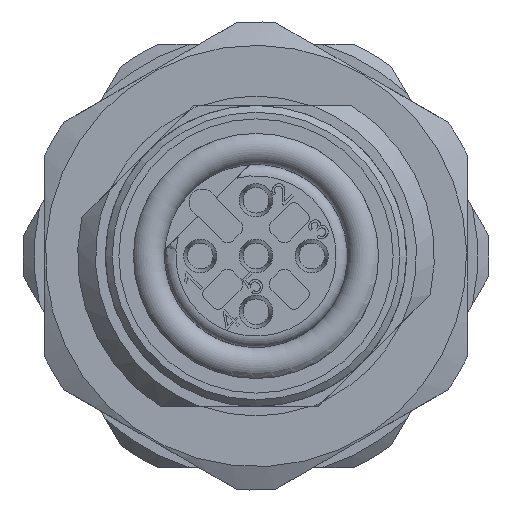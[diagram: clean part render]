
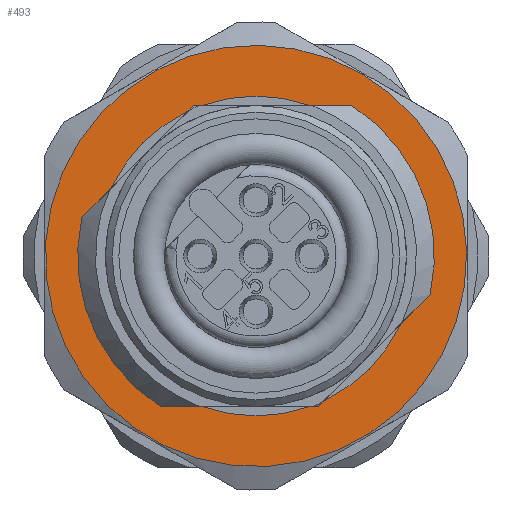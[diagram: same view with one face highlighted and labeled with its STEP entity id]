
A CAD part, front view. The second image highlights one B-rep face of the part: STEP entity #493.
In plain terms, the highlighted planar face has unit normal (0, -1, 0).
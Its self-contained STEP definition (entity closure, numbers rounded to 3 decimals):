
#275=FACE_BOUND('',#1005,.T.);
#276=FACE_BOUND('',#1006,.T.);
#372=PLANE('',#4430);
#493=ADVANCED_FACE('',(#275,#276),#372,.T.);
#1005=EDGE_LOOP('',(#2061));
#1006=EDGE_LOOP('',(#2062,#2063,#2064,#2065,#2066,#2067,#2068,#2069,#2070,
#2071,#2072,#2073,#2074,#2075));
#1294=LINE('',#6020,#1607);
#1296=LINE('',#6023,#1609);
#1302=LINE('',#6039,#1615);
#1303=LINE('',#6040,#1616);
#1309=LINE('',#6056,#1622);
#1311=LINE('',#6059,#1624);
#1316=LINE('',#6073,#1629);
#1317=LINE('',#6074,#1630);
#1607=VECTOR('',#4872,1.);
#1609=VECTOR('',#4874,1.);
#1615=VECTOR('',#4882,1.);
#1616=VECTOR('',#4883,1.);
#1622=VECTOR('',#4891,1.);
#1624=VECTOR('',#4893,1.);
#1629=VECTOR('',#4900,1.);
#1630=VECTOR('',#4901,1.);
#2061=ORIENTED_EDGE('',*,*,#3669,.F.);
#2062=ORIENTED_EDGE('',*,*,#3642,.F.);
#2063=ORIENTED_EDGE('',*,*,#3649,.F.);
#2064=ORIENTED_EDGE('',*,*,#3670,.F.);
#2065=ORIENTED_EDGE('',*,*,#3650,.F.);
#2066=ORIENTED_EDGE('',*,*,#3625,.F.);
#2067=ORIENTED_EDGE('',*,*,#3665,.T.);
#2068=ORIENTED_EDGE('',*,*,#3671,.F.);
#2069=ORIENTED_EDGE('',*,*,#3666,.T.);
#2070=ORIENTED_EDGE('',*,*,#3657,.T.);
#2071=ORIENTED_EDGE('',*,*,#3672,.F.);
#2072=ORIENTED_EDGE('',*,*,#3659,.T.);
#2073=ORIENTED_EDGE('',*,*,#3602,.F.);
#2074=ORIENTED_EDGE('',*,*,#3640,.F.);
#2075=ORIENTED_EDGE('',*,*,#3673,.F.);
#3178=VERTEX_POINT('',#5912);
#3180=VERTEX_POINT('',#5915);
#3195=VERTEX_POINT('',#5977);
#3196=VERTEX_POINT('',#5979);
#3205=VERTEX_POINT('',#6019);
#3206=VERTEX_POINT('',#6022);
#3207=VERTEX_POINT('',#6024);
#3211=VERTEX_POINT('',#6038);
#3212=VERTEX_POINT('',#6041);
#3216=VERTEX_POINT('',#6055);
#3217=VERTEX_POINT('',#6057);
#3218=VERTEX_POINT('',#6060);
#3221=VERTEX_POINT('',#6072);
#3222=VERTEX_POINT('',#6075);
#3224=VERTEX_POINT('',#6081);
#3602=EDGE_CURVE('',#3178,#3180,#4209,.T.);
#3625=EDGE_CURVE('',#3195,#3196,#4218,.T.);
#3640=EDGE_CURVE('',#3205,#3178,#1294,.T.);
#3642=EDGE_CURVE('',#3206,#3207,#1296,.T.);
#3649=EDGE_CURVE('',#3211,#3206,#1302,.T.);
#3650=EDGE_CURVE('',#3196,#3212,#1303,.T.);
#3657=EDGE_CURVE('',#3217,#3216,#1309,.T.);
#3659=EDGE_CURVE('',#3218,#3180,#1311,.T.);
#3665=EDGE_CURVE('',#3195,#3221,#1316,.T.);
#3666=EDGE_CURVE('',#3222,#3217,#1317,.T.);
#3669=EDGE_CURVE('',#3224,#3224,#4225,.T.);
#3670=EDGE_CURVE('',#3212,#3211,#4226,.T.);
#3671=EDGE_CURVE('',#3222,#3221,#4227,.T.);
#3672=EDGE_CURVE('',#3218,#3216,#4228,.T.);
#3673=EDGE_CURVE('',#3207,#3205,#4229,.T.);
#4209=CIRCLE('',#4390,8.);
#4218=CIRCLE('',#4406,8.);
#4225=CIRCLE('',#4425,9.45);
#4226=CIRCLE('',#4426,7.172);
#4227=CIRCLE('',#4427,7.172);
#4228=CIRCLE('',#4428,7.172);
#4229=CIRCLE('',#4429,7.172);
#4390=AXIS2_PLACEMENT_3D('',#5914,#4797,#4798);
#4406=AXIS2_PLACEMENT_3D('',#5978,#4837,#4838);
#4425=AXIS2_PLACEMENT_3D('',#6080,#4906,#4907);
#4426=AXIS2_PLACEMENT_3D('',#6082,#4908,#4909);
#4427=AXIS2_PLACEMENT_3D('',#6083,#4910,#4911);
#4428=AXIS2_PLACEMENT_3D('',#6084,#4912,#4913);
#4429=AXIS2_PLACEMENT_3D('',#6085,#4914,#4915);
#4430=AXIS2_PLACEMENT_3D('',#6086,#4916,#4917);
#4797=DIRECTION('',(0.,-1.,0.));
#4798=DIRECTION('',(0.,0.,1.));
#4837=DIRECTION('',(0.,-1.,0.));
#4838=DIRECTION('',(0.,0.,1.));
#4872=DIRECTION('',(-0.707,0.,-0.707));
#4874=DIRECTION('',(-0.707,0.,-0.707));
#4882=DIRECTION('',(-1.,0.,0.));
#4883=DIRECTION('',(-1.,0.,0.));
#4891=DIRECTION('',(-1.,0.,0.));
#4893=DIRECTION('',(-1.,0.,0.));
#4900=DIRECTION('',(-0.707,0.,-0.707));
#4901=DIRECTION('',(-0.707,0.,-0.707));
#4906=DIRECTION('',(0.,1.,0.));
#4907=DIRECTION('',(0.5,0.,0.866));
#4908=DIRECTION('',(0.,-1.,0.));
#4909=DIRECTION('',(-0.5,0.,-0.866));
#4910=DIRECTION('',(0.,-1.,0.));
#4911=DIRECTION('',(-0.5,0.,-0.866));
#4912=DIRECTION('',(0.,-1.,0.));
#4913=DIRECTION('',(-0.5,0.,-0.866));
#4914=DIRECTION('',(0.,-1.,0.));
#4915=DIRECTION('',(-0.5,0.,-0.866));
#4916=DIRECTION('',(0.,-1.,0.));
#4917=DIRECTION('',(0.5,0.,0.866));
#5912=CARTESIAN_POINT('',(7.941,-6.25,1.737));
#5914=CARTESIAN_POINT('',(15.75,-6.25,0.));
#5915=CARTESIAN_POINT('',(11.456,-6.25,-6.75));
#5977=CARTESIAN_POINT('',(23.559,-6.25,-1.737));
#5978=CARTESIAN_POINT('',(15.75,-6.25,0.));
#5979=CARTESIAN_POINT('',(20.044,-6.25,6.75));
#6019=CARTESIAN_POINT('',(9.263,-6.25,3.059));
#6020=CARTESIAN_POINT('',(6.915,-6.25,0.711));
#6022=CARTESIAN_POINT('',(12.954,-6.25,6.75));
#6023=CARTESIAN_POINT('',(6.915,-6.25,0.711));
#6024=CARTESIAN_POINT('',(12.691,-6.25,6.487));
#6038=CARTESIAN_POINT('',(13.326,-6.25,6.75));
#6039=CARTESIAN_POINT('',(12.954,-6.25,6.75));
#6040=CARTESIAN_POINT('',(12.954,-6.25,6.75));
#6041=CARTESIAN_POINT('',(18.174,-6.25,6.75));
#6055=CARTESIAN_POINT('',(18.174,-6.25,-6.75));
#6056=CARTESIAN_POINT('',(10.006,-6.25,-6.75));
#6057=CARTESIAN_POINT('',(18.546,-6.25,-6.75));
#6059=CARTESIAN_POINT('',(10.006,-6.25,-6.75));
#6060=CARTESIAN_POINT('',(13.326,-6.25,-6.75));
#6072=CARTESIAN_POINT('',(22.237,-6.25,-3.059));
#6073=CARTESIAN_POINT('',(18.546,-6.25,-6.75));
#6074=CARTESIAN_POINT('',(18.546,-6.25,-6.75));
#6075=CARTESIAN_POINT('',(18.809,-6.25,-6.487));
#6080=CARTESIAN_POINT('',(15.75,-6.25,0.));
#6081=CARTESIAN_POINT('',(20.475,-6.25,8.184));
#6082=CARTESIAN_POINT('',(15.75,-6.25,0.));
#6083=CARTESIAN_POINT('',(15.75,-6.25,0.));
#6084=CARTESIAN_POINT('',(15.75,-6.25,0.));
#6085=CARTESIAN_POINT('',(15.75,-6.25,0.));
#6086=CARTESIAN_POINT('',(15.75,-6.25,0.));
